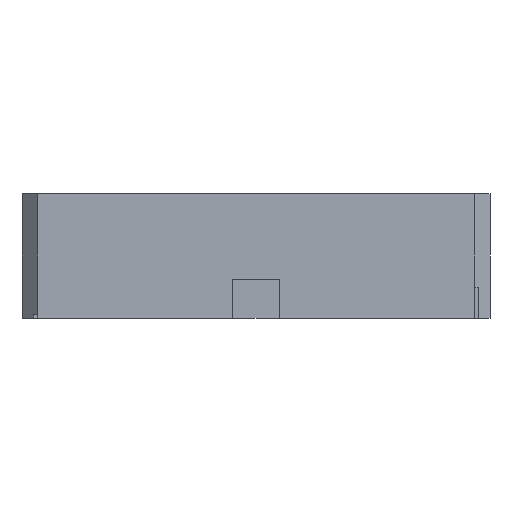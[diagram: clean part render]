
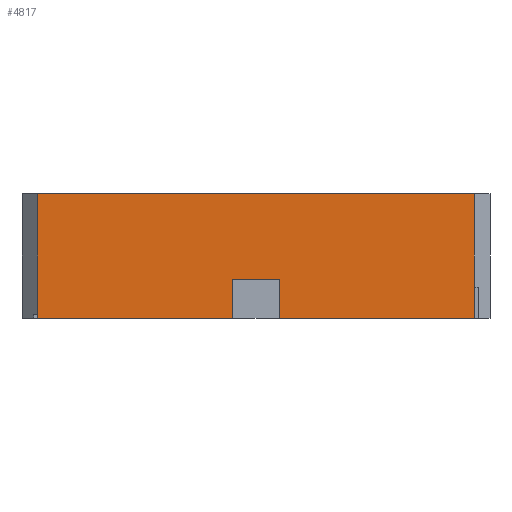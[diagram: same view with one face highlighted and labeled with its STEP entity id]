
A CAD part, front view. The second image highlights one B-rep face of the part: STEP entity #4817.
In plain terms, the highlighted planar face has unit normal (0, -1, 0).
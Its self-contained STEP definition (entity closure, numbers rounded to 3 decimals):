
#1863 = VERTEX_POINT('',#1864);
#1864 = CARTESIAN_POINT('',(0.75,-7.5,-2.35));
#1897 = VERTEX_POINT('',#1898);
#1898 = CARTESIAN_POINT('',(0.75,-7.5,-3.6));
#1904 = EDGE_CURVE('',#1897,#1863,#1905,.T.);
#1905 = LINE('',#1906,#1907);
#1906 = CARTESIAN_POINT('',(0.75,-7.5,-2.35));
#1907 = VECTOR('',#1908,1.);
#1908 = DIRECTION('',(0.,0.,1.));
#3501 = VERTEX_POINT('',#3502);
#3502 = CARTESIAN_POINT('',(-0.75,-7.5,-3.6));
#3512 = VERTEX_POINT('',#3513);
#3513 = CARTESIAN_POINT('',(-0.75,-7.5,-2.35));
#3519 = EDGE_CURVE('',#3512,#3501,#3520,.T.);
#3520 = LINE('',#3521,#3522);
#3521 = CARTESIAN_POINT('',(-0.75,-7.5,-2.35));
#3522 = VECTOR('',#3523,1.);
#3523 = DIRECTION('',(0.,0.,-1.));
#4313 = EDGE_CURVE('',#1863,#3512,#4314,.T.);
#4314 = LINE('',#4315,#4316);
#4315 = CARTESIAN_POINT('',(7.,-7.5,-2.35));
#4316 = VECTOR('',#4317,1.);
#4317 = DIRECTION('',(-1.,0.,0.));
#4402 = VERTEX_POINT('',#4403);
#4403 = CARTESIAN_POINT('',(7.,-7.5,-3.6));
#4409 = EDGE_CURVE('',#4402,#1897,#4410,.T.);
#4410 = LINE('',#4411,#4412);
#4411 = CARTESIAN_POINT('',(7.,-7.5,-3.6));
#4412 = VECTOR('',#4413,1.);
#4413 = DIRECTION('',(-1.,0.,0.));
#4418 = EDGE_CURVE('',#3501,#4419,#4421,.T.);
#4419 = VERTEX_POINT('',#4420);
#4420 = CARTESIAN_POINT('',(-7.,-7.5,-3.6));
#4421 = LINE('',#4422,#4423);
#4422 = CARTESIAN_POINT('',(7.,-7.5,-3.6));
#4423 = VECTOR('',#4424,1.);
#4424 = DIRECTION('',(-1.,0.,0.));
#4659 = EDGE_CURVE('',#4419,#4660,#4662,.T.);
#4660 = VERTEX_POINT('',#4661);
#4661 = CARTESIAN_POINT('',(-7.,-7.5,0.4));
#4662 = LINE('',#4663,#4664);
#4663 = CARTESIAN_POINT('',(-7.,-7.5,-3.6));
#4664 = VECTOR('',#4665,1.);
#4665 = DIRECTION('',(0.,0.,1.));
#4799 = VERTEX_POINT('',#4800);
#4800 = CARTESIAN_POINT('',(7.,-7.5,0.4));
#4806 = EDGE_CURVE('',#4799,#4402,#4807,.T.);
#4807 = LINE('',#4808,#4809);
#4808 = CARTESIAN_POINT('',(7.,-7.5,-3.6));
#4809 = VECTOR('',#4810,1.);
#4810 = DIRECTION('',(0.,0.,-1.));
#4817 = ADVANCED_FACE('',(#4818),#4833,.F.);
#4818 = FACE_BOUND('',#4819,.T.);
#4819 = EDGE_LOOP('',(#4820,#4821,#4822,#4823,#4824,#4825,#4826,#4827));
#4820 = ORIENTED_EDGE('',*,*,#4659,.F.);
#4821 = ORIENTED_EDGE('',*,*,#4418,.F.);
#4822 = ORIENTED_EDGE('',*,*,#3519,.F.);
#4823 = ORIENTED_EDGE('',*,*,#4313,.F.);
#4824 = ORIENTED_EDGE('',*,*,#1904,.F.);
#4825 = ORIENTED_EDGE('',*,*,#4409,.F.);
#4826 = ORIENTED_EDGE('',*,*,#4806,.F.);
#4827 = ORIENTED_EDGE('',*,*,#4828,.T.);
#4828 = EDGE_CURVE('',#4799,#4660,#4829,.T.);
#4829 = LINE('',#4830,#4831);
#4830 = CARTESIAN_POINT('',(0.,-7.5,0.4));
#4831 = VECTOR('',#4832,1.);
#4832 = DIRECTION('',(-1.,0.,0.));
#4833 = PLANE('',#4834);
#4834 = AXIS2_PLACEMENT_3D('',#4835,#4836,#4837);
#4835 = CARTESIAN_POINT('',(7.,-7.5,-3.6));
#4836 = DIRECTION('',(0.,1.,0.));
#4837 = DIRECTION('',(0.,-0.,1.));
